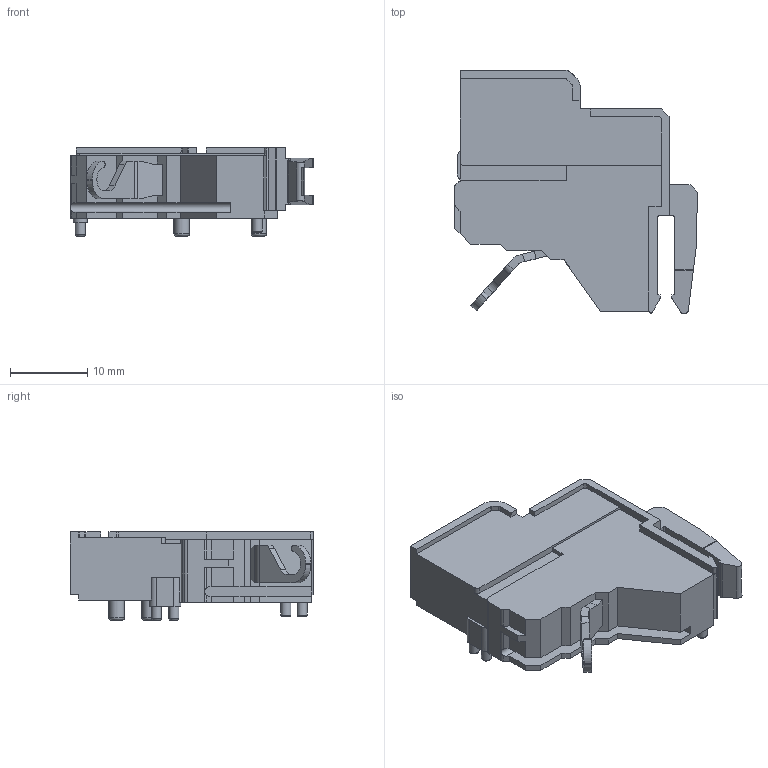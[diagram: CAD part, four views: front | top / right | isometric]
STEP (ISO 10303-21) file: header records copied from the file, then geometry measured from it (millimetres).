
FILE_DESCRIPTION(/* description */ (''),/* implementation_level */ '2;1');
FILE_NAME(/* name */ '27080_6_PTKS4-1.stp',/* time_stamp */ '2022-02-03T15:38:41+01:00',/* author */ (''),/* organization */ (''),/* preprocessor_version */ 'ST-DEVELOPER v16.7',/* originating_system */ 'SIEMENS PLM Software NX 12.0',/* authorisation */ '');
FILE_SCHEMA (('AUTOMOTIVE_DESIGN { 1 0 10303 214 3 1 1 1 }'));
Length unit declared in the file: millimetre
Products named in the file (1): 27080_6_PTKS4-184
Bounding box: 31.35 x 31.46 x 11.4 mm (x, y, z)
Volume: 5138.5 mm3; surface area: 3190.9 mm2
Topology: 1 solids, 1 shells, 224 faces, 627 edges, 414 vertices
Faces by surface type: plane 162, cylinder 49, torus 6, cone 4, bspline 3
Full cylindrical faces by diameter (mm): 1.3 x4, 2 x2, 2.3 x1
Entity records: 7433 total; most frequent: CARTESIAN_POINT 1362, ORIENTED_EDGE 1218, DIRECTION 1156, EDGE_CURVE 609, LINE 484, VECTOR 484, VERTEX_POINT 409, AXIS2_PLACEMENT_3D 336
